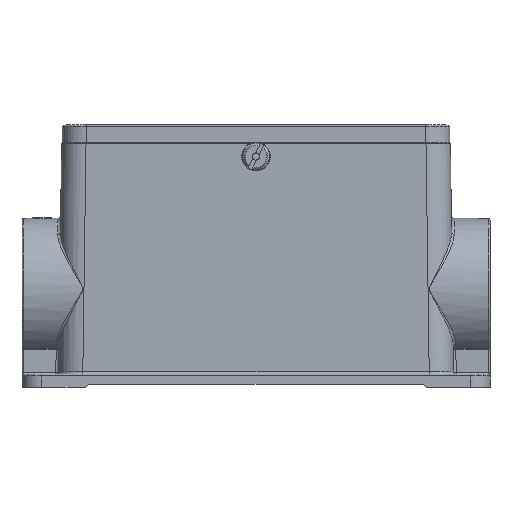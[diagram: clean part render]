
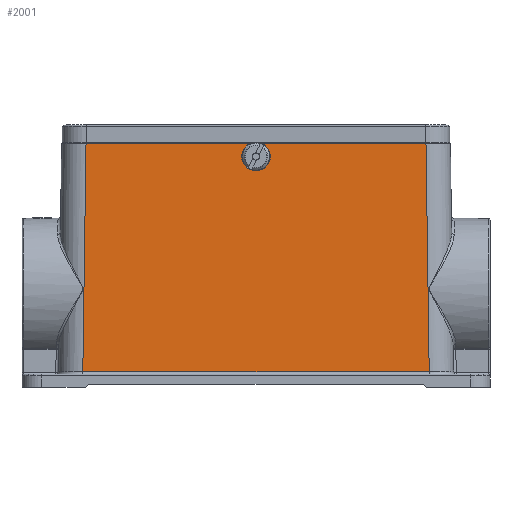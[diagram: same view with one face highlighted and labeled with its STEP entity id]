
A CAD part, front view. The second image highlights one B-rep face of the part: STEP entity #2001.
In plain terms, the highlighted planar face has unit normal (0, -1, 0.011).
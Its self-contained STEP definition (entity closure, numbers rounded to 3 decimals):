
#1275=ELLIPSE('',#12324,2.685,2.685);
#2001=ADVANCED_FACE('',(#2624),#2442,.T.);
#2442=PLANE('',#12325);
#2624=FACE_OUTER_BOUND('',#3021,.T.);
#3021=EDGE_LOOP('',(#3680,#3681,#3682,#3683,#3684,#3685,#3686,#3687));
#3680=ORIENTED_EDGE('',*,*,#6340,.F.);
#3681=ORIENTED_EDGE('',*,*,#6497,.T.);
#3682=ORIENTED_EDGE('',*,*,#6338,.F.);
#3683=ORIENTED_EDGE('',*,*,#6441,.F.);
#3684=ORIENTED_EDGE('',*,*,#6498,.T.);
#3685=ORIENTED_EDGE('',*,*,#6499,.T.);
#3686=ORIENTED_EDGE('',*,*,#6500,.T.);
#3687=ORIENTED_EDGE('',*,*,#6443,.F.);
#5643=VERTEX_POINT('',#17448);
#5647=VERTEX_POINT('',#17456);
#5648=VERTEX_POINT('',#17460);
#5650=VERTEX_POINT('',#17463);
#5750=VERTEX_POINT('',#17955);
#5751=VERTEX_POINT('',#17958);
#5802=VERTEX_POINT('',#18072);
#5803=VERTEX_POINT('',#18074);
#6338=EDGE_CURVE('',#5647,#5643,#9587,.T.);
#6340=EDGE_CURVE('',#5648,#5650,#9589,.T.);
#6441=EDGE_CURVE('',#5750,#5647,#9630,.T.);
#6443=EDGE_CURVE('',#5650,#5751,#9632,.T.);
#6497=EDGE_CURVE('',#5648,#5643,#1275,.T.);
#6498=EDGE_CURVE('',#5750,#5802,#9664,.T.);
#6499=EDGE_CURVE('',#5802,#5803,#9665,.T.);
#6500=EDGE_CURVE('',#5803,#5751,#9666,.T.);
#9587=LINE('',#17457,#10264);
#9589=LINE('',#17462,#10266);
#9630=LINE('',#17954,#10307);
#9632=LINE('',#17957,#10309);
#9664=LINE('',#18071,#10341);
#9665=LINE('',#18073,#10342);
#9666=LINE('',#18075,#10343);
#10264=VECTOR('',#13260,1.);
#10266=VECTOR('',#13264,1.);
#10307=VECTOR('',#13411,1.);
#10309=VECTOR('',#13413,1.);
#10341=VECTOR('',#13507,1.);
#10342=VECTOR('',#13508,1.);
#10343=VECTOR('',#13509,1.);
#12324=AXIS2_PLACEMENT_3D('',#18070,#13505,#13506);
#12325=AXIS2_PLACEMENT_3D('',#18076,#13510,#13511);
#13260=DIRECTION('',(0.,-0.011,-1.));
#13264=DIRECTION('',(0.,0.011,1.));
#13411=DIRECTION('',(1.,0.,0.));
#13413=DIRECTION('',(1.,0.,0.));
#13505=DIRECTION('',(0.,1.,-0.011));
#13506=DIRECTION('',(0.,-0.011,-1.));
#13507=DIRECTION('',(-0.014,-0.011,-1.));
#13508=DIRECTION('',(1.,0.,0.));
#13509=DIRECTION('',(-0.014,0.011,1.));
#13510=DIRECTION('',(0.,-1.,0.011));
#13511=DIRECTION('',(1.,0.,0.));
#17448=CARTESIAN_POINT('',(-1.6,-21.52,3.906));
#17456=CARTESIAN_POINT('',(-1.6,-21.5,5.7));
#17457=CARTESIAN_POINT('',(-1.6,-21.5,5.714));
#17460=CARTESIAN_POINT('',(1.6,-21.52,3.906));
#17462=CARTESIAN_POINT('',(1.6,-21.553,1.015));
#17463=CARTESIAN_POINT('',(1.6,-21.5,5.7));
#17954=CARTESIAN_POINT('',(59.8,-21.5,5.7));
#17955=CARTESIAN_POINT('',(-52.3,-21.5,5.7));
#17957=CARTESIAN_POINT('',(59.8,-21.5,5.7));
#17958=CARTESIAN_POINT('',(52.3,-21.5,5.7));
#18070=CARTESIAN_POINT('',(0.,-21.545,1.75));
#18071=CARTESIAN_POINT('',(-53.302,-22.301,-65.356));
#18072=CARTESIAN_POINT('',(-53.289,-22.291,-64.459));
#18073=CARTESIAN_POINT('',(0.,-22.291,-64.459));
#18074=CARTESIAN_POINT('',(53.289,-22.291,-64.459));
#18075=CARTESIAN_POINT('',(52.302,-21.501,5.594));
#18076=CARTESIAN_POINT('',(0.,-22.3,-65.25));
